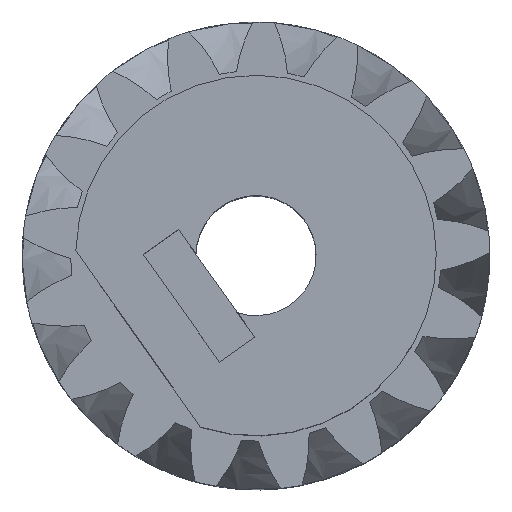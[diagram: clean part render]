
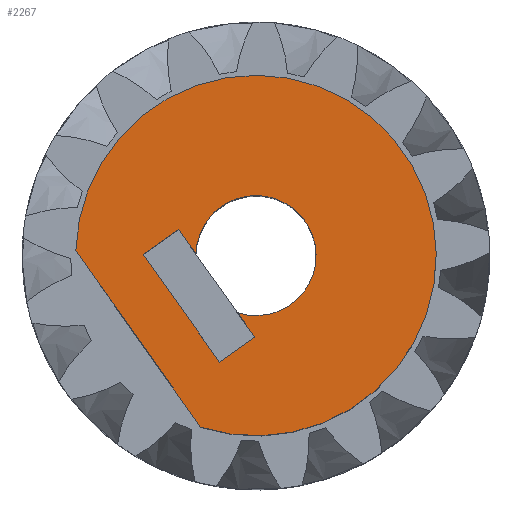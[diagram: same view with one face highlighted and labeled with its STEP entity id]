
A CAD part, top view. The second image highlights one B-rep face of the part: STEP entity #2267.
In plain terms, the highlighted planar face has unit normal (0, 0, 1).
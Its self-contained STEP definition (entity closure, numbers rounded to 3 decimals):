
#534=FACE_BOUND('',#701,.T.);
#546=PLANE('',#2447);
#561=FACE_OUTER_BOUND('',#700,.T.);
#700=EDGE_LOOP('',(#1637,#1638));
#701=EDGE_LOOP('',(#1639,#1640,#1641,#1642,#1643,#1644));
#828=LINE('',#2690,#854);
#832=LINE('',#3036,#858);
#834=LINE('',#3042,#860);
#837=LINE('',#3048,#863);
#840=LINE('',#3054,#866);
#843=LINE('',#3061,#869);
#854=VECTOR('',#2508,10.);
#858=VECTOR('',#2556,10.);
#860=VECTOR('',#2560,10.);
#863=VECTOR('',#2565,10.);
#866=VECTOR('',#2570,10.);
#869=VECTOR('',#2577,10.);
#899=CIRCLE('',#2437,7.5);
#901=CIRCLE('',#2448,2.5);
#926=VERTEX_POINT('',#2684);
#928=VERTEX_POINT('',#2688);
#999=VERTEX_POINT('',#3029);
#1002=VERTEX_POINT('',#3034);
#1003=VERTEX_POINT('',#3038);
#1005=VERTEX_POINT('',#3041);
#1007=VERTEX_POINT('',#3047);
#1009=VERTEX_POINT('',#3053);
#1159=EDGE_CURVE('',#926,#928,#828,.F.);
#1231=EDGE_CURVE('',#928,#926,#899,.T.);
#1235=EDGE_CURVE('',#999,#1002,#832,.F.);
#1237=EDGE_CURVE('',#1005,#1003,#834,.F.);
#1240=EDGE_CURVE('',#1007,#1005,#837,.F.);
#1243=EDGE_CURVE('',#1009,#1007,#840,.F.);
#1247=EDGE_CURVE('',#1002,#1009,#843,.F.);
#1254=EDGE_CURVE('',#1003,#999,#901,.F.);
#1637=ORIENTED_EDGE('',*,*,#1159,.T.);
#1638=ORIENTED_EDGE('',*,*,#1231,.T.);
#1639=ORIENTED_EDGE('',*,*,#1237,.T.);
#1640=ORIENTED_EDGE('',*,*,#1254,.T.);
#1641=ORIENTED_EDGE('',*,*,#1235,.T.);
#1642=ORIENTED_EDGE('',*,*,#1247,.T.);
#1643=ORIENTED_EDGE('',*,*,#1243,.T.);
#1644=ORIENTED_EDGE('',*,*,#1240,.T.);
#2267=ADVANCED_FACE('',(#561,#534),#546,.T.);
#2437=AXIS2_PLACEMENT_3D('',#3027,#2549,#2550);
#2447=AXIS2_PLACEMENT_3D('',#3073,#2590,#2591);
#2448=AXIS2_PLACEMENT_3D('',#3074,#2592,#2593);
#2508=DIRECTION('',(-0.577,0.816,0.));
#2549=DIRECTION('center_axis',(0.,0.,1.));
#2550=DIRECTION('ref_axis',(0.885,-0.465,0.));
#2556=DIRECTION('',(-0.577,0.816,0.));
#2560=DIRECTION('',(-0.577,0.816,0.));
#2565=DIRECTION('',(-0.816,-0.577,0.));
#2570=DIRECTION('',(0.577,-0.816,0.));
#2577=DIRECTION('',(0.816,0.577,0.));
#2590=DIRECTION('center_axis',(0.,0.,1.));
#2591=DIRECTION('ref_axis',(1.,0.,0.));
#2592=DIRECTION('center_axis',(0.,0.,1.));
#2593=DIRECTION('ref_axis',(0.816,0.577,0.));
#2684=CARTESIAN_POINT('',(-7.497,0.209,18.5));
#2688=CARTESIAN_POINT('',(-2.3,-7.139,18.5));
#2690=CARTESIAN_POINT('',(-4.899,-3.465,18.5));
#3027=CARTESIAN_POINT('Origin',(0.,0.,
18.5));
#3029=CARTESIAN_POINT('',(-0.767,-2.38,18.5));
#3034=CARTESIAN_POINT('',(-0.045,-3.4,18.5));
#3036=CARTESIAN_POINT('',(-2.427,-0.032,18.5));
#3038=CARTESIAN_POINT('',(-2.499,0.07,18.5));
#3041=CARTESIAN_POINT('',(-3.221,1.09,18.5));
#3042=CARTESIAN_POINT('',(-2.427,-0.032,18.5));
#3047=CARTESIAN_POINT('',(-4.69,0.051,18.5));
#3048=CARTESIAN_POINT('',(-3.139,1.148,18.5));
#3053=CARTESIAN_POINT('',(-1.514,-4.439,18.5));
#3054=CARTESIAN_POINT('',(-2.308,-3.317,18.5));
#3061=CARTESIAN_POINT('',(0.772,-2.823,18.5));
#3073=CARTESIAN_POINT('Origin',(0.,0.,
18.5));
#3074=CARTESIAN_POINT('Origin',(0.,0.,18.5));
